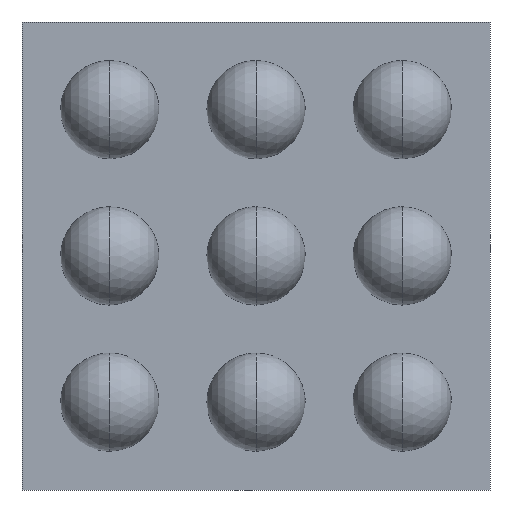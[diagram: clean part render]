
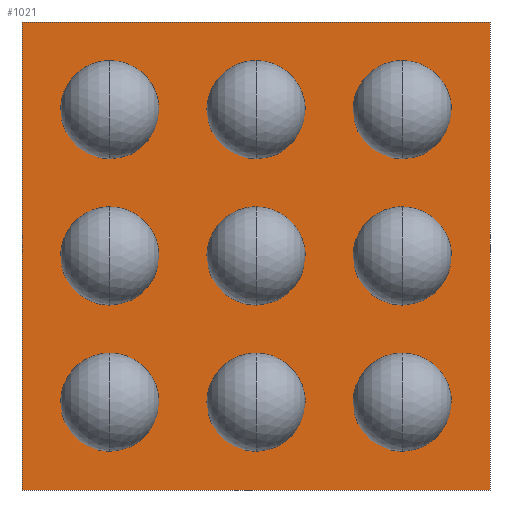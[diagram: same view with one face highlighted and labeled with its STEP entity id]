
A CAD part, front view. The second image highlights one B-rep face of the part: STEP entity #1021.
In plain terms, the highlighted planar face has unit normal (0, -1, 0).
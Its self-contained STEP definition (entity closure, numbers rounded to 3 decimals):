
#14 = PLANE ( 'NONE',  #568 ) ;
#15 = ORIENTED_EDGE ( 'NONE', *, *, #578, .T. ) ;
#34 = VERTEX_POINT ( 'NONE', #971 ) ;
#37 = FACE_OUTER_BOUND ( 'NONE', #387, .T. ) ;
#96 = ORIENTED_EDGE ( 'NONE', *, *, #225, .T. ) ;
#109 = DIRECTION ( 'NONE',  ( -1., 0., 0. ) ) ;
#155 = DIRECTION ( 'NONE',  ( 0., 0., 1. ) ) ;
#161 = VECTOR ( 'NONE', #155, 1000. ) ;
#167 = CARTESIAN_POINT ( 'NONE',  ( -0.64, 0.194, 0.64 ) ) ;
#176 = CARTESIAN_POINT ( 'NONE',  ( 0.64, 0.194, 0.64 ) ) ;
#214 = VECTOR ( 'NONE', #109, 1000. ) ;
#225 = EDGE_CURVE ( 'NONE', #403, #514, #979, .T. ) ;
#263 = DIRECTION ( 'NONE',  ( 0., 0., -1. ) ) ;
#314 = EDGE_CURVE ( 'NONE', #821, #403, #654, .T. ) ;
#387 = EDGE_LOOP ( 'NONE', ( #15, #838, #96, #411 ) ) ;
#402 = DIRECTION ( 'NONE',  ( 0., 1., 0. ) ) ;
#403 = VERTEX_POINT ( 'NONE', #1168 ) ;
#411 = ORIENTED_EDGE ( 'NONE', *, *, #1219, .T. ) ;
#432 = DIRECTION ( 'NONE',  ( 1., 0., 0. ) ) ;
#509 = DIRECTION ( 'NONE',  ( 0., 0., 1. ) ) ;
#514 = VERTEX_POINT ( 'NONE', #709 ) ;
#556 = VECTOR ( 'NONE', #263, 1000. ) ;
#568 = AXIS2_PLACEMENT_3D ( 'NONE', #1101, #402, #509 ) ;
#570 = LINE ( 'NONE', #574, #584 ) ;
#574 = CARTESIAN_POINT ( 'NONE',  ( -0.64, 0.194, -0.64 ) ) ;
#578 = EDGE_CURVE ( 'NONE', #34, #821, #1003, .T. ) ;
#584 = VECTOR ( 'NONE', #432, 1000. ) ;
#603 = CARTESIAN_POINT ( 'NONE',  ( -0.64, 0.194, 0.64 ) ) ;
#654 = LINE ( 'NONE', #603, #214 ) ;
#709 = CARTESIAN_POINT ( 'NONE',  ( -0.64, 0.194, -0.64 ) ) ;
#821 = VERTEX_POINT ( 'NONE', #176 ) ;
#838 = ORIENTED_EDGE ( 'NONE', *, *, #314, .T. ) ;
#971 = CARTESIAN_POINT ( 'NONE',  ( 0.64, 0.194, -0.64 ) ) ;
#979 = LINE ( 'NONE', #167, #556 ) ;
#1003 = LINE ( 'NONE', #1251, #161 ) ;
#1021 = ADVANCED_FACE ( 'NONE', ( #37 ), #14, .F. ) ;
#1101 = CARTESIAN_POINT ( 'NONE',  ( 0., 0.194, 0. ) ) ;
#1168 = CARTESIAN_POINT ( 'NONE',  ( -0.64, 0.194, 0.64 ) ) ;
#1219 = EDGE_CURVE ( 'NONE', #514, #34, #570, .T. ) ;
#1251 = CARTESIAN_POINT ( 'NONE',  ( 0.64, 0.194, 0.64 ) ) ;
